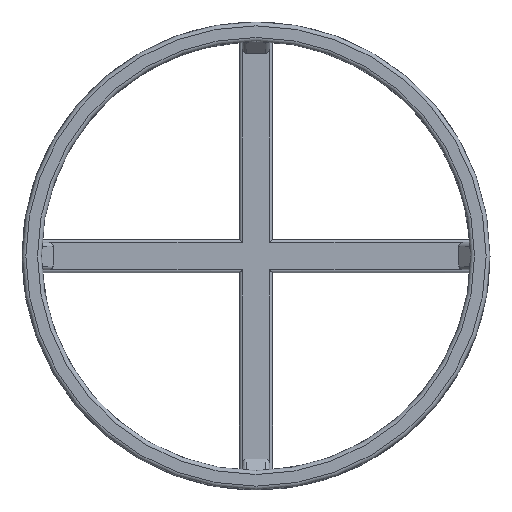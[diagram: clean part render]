
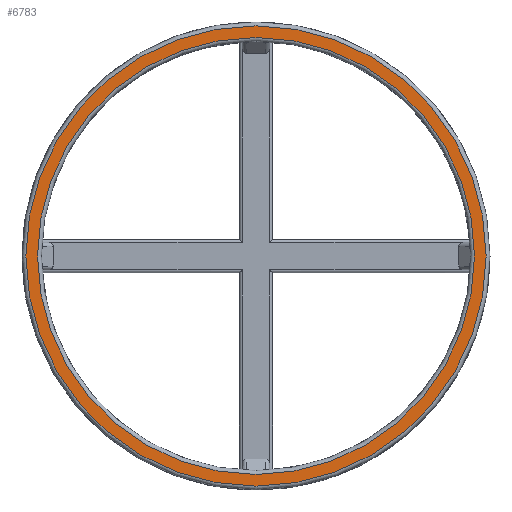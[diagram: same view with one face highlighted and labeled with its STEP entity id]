
A CAD part, top view. The second image highlights one B-rep face of the part: STEP entity #6783.
In plain terms, the highlighted planar face has unit normal (0, 0, 1).
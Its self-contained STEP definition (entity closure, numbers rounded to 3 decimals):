
#3465 = TOROIDAL_SURFACE('',#3466,59.25,1.);
#3466 = AXIS2_PLACEMENT_3D('',#3467,#3468,#3469);
#3467 = CARTESIAN_POINT('',(0.,0.,21.));
#3468 = DIRECTION('',(0.,0.,1.));
#3469 = DIRECTION('',(1.,0.,-0.));
#4046 = TOROIDAL_SURFACE('',#4047,56.25,1.);
#4047 = AXIS2_PLACEMENT_3D('',#4048,#4049,#4050);
#4048 = CARTESIAN_POINT('',(0.,0.,21.));
#4049 = DIRECTION('',(0.,0.,1.));
#4050 = DIRECTION('',(1.,0.,-0.));
#5905 = VERTEX_POINT('',#5906);
#5906 = CARTESIAN_POINT('',(59.25,0.,22.));
#5928 = EDGE_CURVE('',#5905,#5905,#5929,.T.);
#5929 = SURFACE_CURVE('',#5930,(#5935,#5942),.PCURVE_S1.);
#5930 = CIRCLE('',#5931,59.25);
#5931 = AXIS2_PLACEMENT_3D('',#5932,#5933,#5934);
#5932 = CARTESIAN_POINT('',(0.,0.,22.));
#5933 = DIRECTION('',(0.,0.,1.));
#5934 = DIRECTION('',(1.,0.,-0.));
#5935 = PCURVE('',#3465,#5936);
#5936 = DEFINITIONAL_REPRESENTATION('',(#5937),#5941);
#5937 = LINE('',#5938,#5939);
#5938 = CARTESIAN_POINT('',(0.,1.571));
#5939 = VECTOR('',#5940,1.);
#5940 = DIRECTION('',(1.,0.));
#5941 = ( GEOMETRIC_REPRESENTATION_CONTEXT(2) 
PARAMETRIC_REPRESENTATION_CONTEXT() REPRESENTATION_CONTEXT('2D SPACE',''
  ) );
#5942 = PCURVE('',#5943,#5948);
#5943 = PLANE('',#5944);
#5944 = AXIS2_PLACEMENT_3D('',#5945,#5946,#5947);
#5945 = CARTESIAN_POINT('',(0.,0.,22.)
  );
#5946 = DIRECTION('',(0.,0.,1.));
#5947 = DIRECTION('',(1.,0.,-0.));
#5948 = DEFINITIONAL_REPRESENTATION('',(#5949),#5953);
#5949 = CIRCLE('',#5950,59.25);
#5950 = AXIS2_PLACEMENT_2D('',#5951,#5952);
#5951 = CARTESIAN_POINT('',(0.,0.));
#5952 = DIRECTION('',(1.,0.));
#5953 = ( GEOMETRIC_REPRESENTATION_CONTEXT(2) 
PARAMETRIC_REPRESENTATION_CONTEXT() REPRESENTATION_CONTEXT('2D SPACE',''
  ) );
#6706 = VERTEX_POINT('',#6707);
#6707 = CARTESIAN_POINT('',(56.25,0.,22.));
#6727 = EDGE_CURVE('',#6706,#6706,#6728,.T.);
#6728 = SURFACE_CURVE('',#6729,(#6734,#6741),.PCURVE_S1.);
#6729 = CIRCLE('',#6730,56.25);
#6730 = AXIS2_PLACEMENT_3D('',#6731,#6732,#6733);
#6731 = CARTESIAN_POINT('',(0.,0.,22.));
#6732 = DIRECTION('',(0.,0.,1.));
#6733 = DIRECTION('',(1.,0.,-0.));
#6734 = PCURVE('',#4046,#6735);
#6735 = DEFINITIONAL_REPRESENTATION('',(#6736),#6740);
#6736 = LINE('',#6737,#6738);
#6737 = CARTESIAN_POINT('',(0.,1.571));
#6738 = VECTOR('',#6739,1.);
#6739 = DIRECTION('',(1.,0.));
#6740 = ( GEOMETRIC_REPRESENTATION_CONTEXT(2) 
PARAMETRIC_REPRESENTATION_CONTEXT() REPRESENTATION_CONTEXT('2D SPACE',''
  ) );
#6741 = PCURVE('',#5943,#6742);
#6742 = DEFINITIONAL_REPRESENTATION('',(#6743),#6747);
#6743 = CIRCLE('',#6744,56.25);
#6744 = AXIS2_PLACEMENT_2D('',#6745,#6746);
#6745 = CARTESIAN_POINT('',(0.,0.));
#6746 = DIRECTION('',(1.,0.));
#6747 = ( GEOMETRIC_REPRESENTATION_CONTEXT(2) 
PARAMETRIC_REPRESENTATION_CONTEXT() REPRESENTATION_CONTEXT('2D SPACE',''
  ) );
#6783 = ADVANCED_FACE('',(#6784,#6787),#5943,.T.);
#6784 = FACE_BOUND('',#6785,.T.);
#6785 = EDGE_LOOP('',(#6786));
#6786 = ORIENTED_EDGE('',*,*,#5928,.T.);
#6787 = FACE_BOUND('',#6788,.T.);
#6788 = EDGE_LOOP('',(#6789));
#6789 = ORIENTED_EDGE('',*,*,#6727,.F.);
